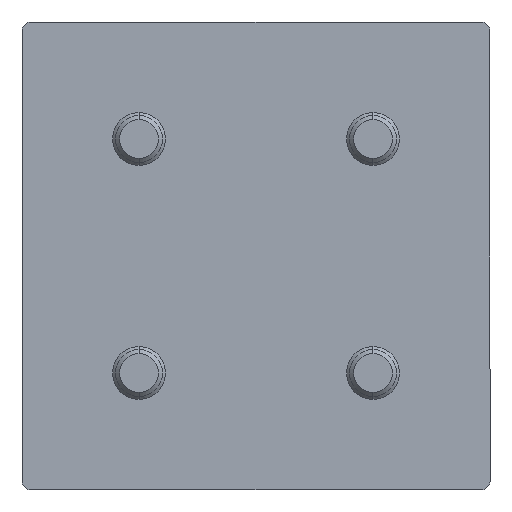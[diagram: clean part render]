
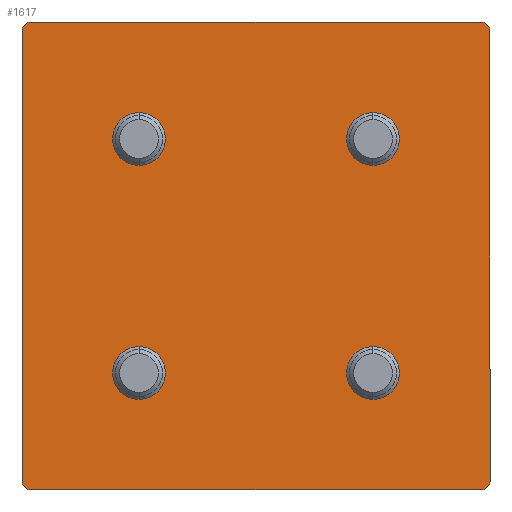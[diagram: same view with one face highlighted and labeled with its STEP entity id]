
A CAD part, front view. The second image highlights one B-rep face of the part: STEP entity #1617.
In plain terms, the highlighted planar face has unit normal (0, -1, 0).
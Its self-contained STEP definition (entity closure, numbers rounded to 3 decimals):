
#37 = AXIS2_PLACEMENT_3D ( 'NONE', #914, #2851, #660 ) ;
#45 = CARTESIAN_POINT ( 'NONE',  ( 20., 0., -64.5 ) ) ;
#101 = LINE ( 'NONE', #3075, #134 ) ;
#106 = EDGE_CURVE ( 'NONE', #1409, #1845, #1700, .T. ) ;
#134 = VECTOR ( 'NONE', #1180, 1000. ) ;
#191 = CARTESIAN_POINT ( 'NONE',  ( 1.5, 0., -80. ) ) ;
#237 = CIRCLE ( 'NONE', #3188, 4.5 ) ;
#250 = CARTESIAN_POINT ( 'NONE',  ( 60., 0., -60. ) ) ;
#254 = FACE_BOUND ( 'NONE', #854, .T. ) ;
#274 = DIRECTION ( 'NONE',  ( 0., -1., 0. ) ) ;
#324 = DIRECTION ( 'NONE',  ( 0., -1., 0. ) ) ;
#332 = LINE ( 'NONE', #1137, #2624 ) ;
#364 = CARTESIAN_POINT ( 'NONE',  ( 80., 0., -1.5 ) ) ;
#390 = LINE ( 'NONE', #191, #3206 ) ;
#396 = VERTEX_POINT ( 'NONE', #2492 ) ;
#407 = EDGE_CURVE ( 'NONE', #484, #955, #237, .T. ) ;
#412 = CIRCLE ( 'NONE', #916, 4.5 ) ;
#484 = VERTEX_POINT ( 'NONE', #1793 ) ;
#499 = ORIENTED_EDGE ( 'NONE', *, *, #1662, .T. ) ;
#503 = CARTESIAN_POINT ( 'NONE',  ( 1.5, 0., -78.5 ) ) ;
#518 = EDGE_CURVE ( 'NONE', #955, #484, #412, .T. ) ;
#519 = FACE_OUTER_BOUND ( 'NONE', #2135, .T. ) ;
#537 = DIRECTION ( 'NONE',  ( 0., 1., 0. ) ) ;
#582 = VERTEX_POINT ( 'NONE', #1800 ) ;
#610 = VERTEX_POINT ( 'NONE', #1013 ) ;
#627 = CARTESIAN_POINT ( 'NONE',  ( 1.5, 0., -1.5 ) ) ;
#629 = VERTEX_POINT ( 'NONE', #1749 ) ;
#639 = ORIENTED_EDGE ( 'NONE', *, *, #3373, .T. ) ;
#648 = CARTESIAN_POINT ( 'NONE',  ( 20., 0., -55.5 ) ) ;
#660 = DIRECTION ( 'NONE',  ( 0., 0., -1. ) ) ;
#707 = CIRCLE ( 'NONE', #37, 1.5 ) ;
#768 = EDGE_CURVE ( 'NONE', #396, #2910, #3131, .T. ) ;
#769 = ORIENTED_EDGE ( 'NONE', *, *, #998, .T. ) ;
#790 = ORIENTED_EDGE ( 'NONE', *, *, #1403, .T. ) ;
#818 = CARTESIAN_POINT ( 'NONE',  ( 60., 0., -20. ) ) ;
#821 = EDGE_CURVE ( 'NONE', #629, #610, #1207, .T. ) ;
#849 = ORIENTED_EDGE ( 'NONE', *, *, #2531, .F. ) ;
#854 = EDGE_LOOP ( 'NONE', ( #3352, #639 ) ) ;
#884 = DIRECTION ( 'NONE',  ( 0., 0., -1. ) ) ;
#914 = CARTESIAN_POINT ( 'NONE',  ( 78.5, 0., -78.5 ) ) ;
#916 = AXIS2_PLACEMENT_3D ( 'NONE', #2026, #2078, #1549 ) ;
#928 = DIRECTION ( 'NONE',  ( 0., 0., -1. ) ) ;
#930 = CARTESIAN_POINT ( 'NONE',  ( 0., 0., -1.5 ) ) ;
#931 = EDGE_CURVE ( 'NONE', #2910, #396, #2046, .T. ) ;
#955 = VERTEX_POINT ( 'NONE', #2357 ) ;
#956 = CARTESIAN_POINT ( 'NONE',  ( 80., 0., -78.5 ) ) ;
#998 = EDGE_CURVE ( 'NONE', #2509, #3331, #1254, .T. ) ;
#1013 = CARTESIAN_POINT ( 'NONE',  ( 60., 0., -15.5 ) ) ;
#1019 = VERTEX_POINT ( 'NONE', #1203 ) ;
#1053 = DIRECTION ( 'NONE',  ( 0., 0., -1. ) ) ;
#1089 = CIRCLE ( 'NONE', #2446, 4.5 ) ;
#1098 = CIRCLE ( 'NONE', #1545, 1.5 ) ;
#1137 = CARTESIAN_POINT ( 'NONE',  ( 80., 0., -1.5 ) ) ;
#1146 = DIRECTION ( 'NONE',  ( 0., 1., 0. ) ) ;
#1153 = DIRECTION ( 'NONE',  ( 0., 0., 1. ) ) ;
#1165 = ORIENTED_EDGE ( 'NONE', *, *, #3240, .T. ) ;
#1180 = DIRECTION ( 'NONE',  ( 1., 0., 0. ) ) ;
#1190 = CARTESIAN_POINT ( 'NONE',  ( 20., 0., -60. ) ) ;
#1203 = CARTESIAN_POINT ( 'NONE',  ( 1.5, 0., -80. ) ) ;
#1207 = CIRCLE ( 'NONE', #2280, 4.5 ) ;
#1219 = ORIENTED_EDGE ( 'NONE', *, *, #3311, .T. ) ;
#1254 = LINE ( 'NONE', #1519, #2620 ) ;
#1255 = AXIS2_PLACEMENT_3D ( 'NONE', #1190, #2818, #2264 ) ;
#1324 = DIRECTION ( 'NONE',  ( 0., 0., 1. ) ) ;
#1357 = EDGE_CURVE ( 'NONE', #1404, #3058, #332, .T. ) ;
#1365 = DIRECTION ( 'NONE',  ( 0., 0., 1. ) ) ;
#1395 = ORIENTED_EDGE ( 'NONE', *, *, #1357, .F. ) ;
#1403 = EDGE_CURVE ( 'NONE', #2704, #2509, #3250, .T. ) ;
#1404 = VERTEX_POINT ( 'NONE', #364 ) ;
#1406 = DIRECTION ( 'NONE',  ( 0., 0., -1. ) ) ;
#1409 = VERTEX_POINT ( 'NONE', #648 ) ;
#1480 = DIRECTION ( 'NONE',  ( 1., 0., 0. ) ) ;
#1519 = CARTESIAN_POINT ( 'NONE',  ( 0., 0., -1.5 ) ) ;
#1527 = EDGE_LOOP ( 'NONE', ( #499, #3055 ) ) ;
#1539 = AXIS2_PLACEMENT_3D ( 'NONE', #250, #537, #2425 ) ;
#1545 = AXIS2_PLACEMENT_3D ( 'NONE', #1969, #2257, #3057 ) ;
#1549 = DIRECTION ( 'NONE',  ( 0., 0., 1. ) ) ;
#1555 = CIRCLE ( 'NONE', #2860, 4.5 ) ;
#1608 = AXIS2_PLACEMENT_3D ( 'NONE', #1712, #324, #884 ) ;
#1611 = VERTEX_POINT ( 'NONE', #3201 ) ;
#1617 = ADVANCED_FACE ( 'NONE', ( #254, #2428, #1820, #2912, #519 ), #2184, .T. ) ;
#1662 = EDGE_CURVE ( 'NONE', #610, #629, #1089, .T. ) ;
#1700 = CIRCLE ( 'NONE', #1255, 4.5 ) ;
#1712 = CARTESIAN_POINT ( 'NONE',  ( 1.5, 0., -78.5 ) ) ;
#1749 = CARTESIAN_POINT ( 'NONE',  ( 60., 0., -24.5 ) ) ;
#1761 = DIRECTION ( 'NONE',  ( 0., 1., 0. ) ) ;
#1793 = CARTESIAN_POINT ( 'NONE',  ( 20., 0., -15.5 ) ) ;
#1800 = CARTESIAN_POINT ( 'NONE',  ( 78.5, 0., 0. ) ) ;
#1820 = FACE_BOUND ( 'NONE', #3321, .T. ) ;
#1845 = VERTEX_POINT ( 'NONE', #45 ) ;
#1953 = DIRECTION ( 'NONE',  ( 0., -1., 0. ) ) ;
#1961 = CARTESIAN_POINT ( 'NONE',  ( 60., 0., -60. ) ) ;
#1969 = CARTESIAN_POINT ( 'NONE',  ( 78.5, 0., -1.5 ) ) ;
#1989 = AXIS2_PLACEMENT_3D ( 'NONE', #627, #1953, #1406 ) ;
#1994 = AXIS2_PLACEMENT_3D ( 'NONE', #1961, #1761, #2030 ) ;
#2026 = CARTESIAN_POINT ( 'NONE',  ( 20., 0., -20. ) ) ;
#2030 = DIRECTION ( 'NONE',  ( 0., 0., 1. ) ) ;
#2044 = CARTESIAN_POINT ( 'NONE',  ( 0., 0., -78.5 ) ) ;
#2046 = CIRCLE ( 'NONE', #1994, 4.5 ) ;
#2078 = DIRECTION ( 'NONE',  ( 0., 1., 0. ) ) ;
#2096 = CARTESIAN_POINT ( 'NONE',  ( 20., 0., -60. ) ) ;
#2135 = EDGE_LOOP ( 'NONE', ( #1165, #2835, #1219, #1395, #2819, #849, #790, #769 ) ) ;
#2184 = PLANE ( 'NONE',  #2385 ) ;
#2232 = DIRECTION ( 'NONE',  ( 0., 1., 0. ) ) ;
#2257 = DIRECTION ( 'NONE',  ( 0., 1., 0. ) ) ;
#2264 = DIRECTION ( 'NONE',  ( 0., 0., 1. ) ) ;
#2280 = AXIS2_PLACEMENT_3D ( 'NONE', #2994, #2232, #1153 ) ;
#2357 = CARTESIAN_POINT ( 'NONE',  ( 20., 0., -24.5 ) ) ;
#2385 = AXIS2_PLACEMENT_3D ( 'NONE', #503, #274, #1053 ) ;
#2391 = DIRECTION ( 'NONE',  ( 0., 1., 0. ) ) ;
#2425 = DIRECTION ( 'NONE',  ( 0., 0., 1. ) ) ;
#2428 = FACE_BOUND ( 'NONE', #3045, .T. ) ;
#2446 = AXIS2_PLACEMENT_3D ( 'NONE', #818, #2391, #1365 ) ;
#2492 = CARTESIAN_POINT ( 'NONE',  ( 60., 0., -64.5 ) ) ;
#2501 = ORIENTED_EDGE ( 'NONE', *, *, #931, .T. ) ;
#2502 = EDGE_CURVE ( 'NONE', #582, #1404, #1098, .T. ) ;
#2509 = VERTEX_POINT ( 'NONE', #930 ) ;
#2531 = EDGE_CURVE ( 'NONE', #2704, #582, #101, .T. ) ;
#2596 = DIRECTION ( 'NONE',  ( 0., 0., -1. ) ) ;
#2620 = VECTOR ( 'NONE', #2596, 1000. ) ;
#2624 = VECTOR ( 'NONE', #928, 1000. ) ;
#2684 = CIRCLE ( 'NONE', #1608, 1.5 ) ;
#2704 = VERTEX_POINT ( 'NONE', #3445 ) ;
#2758 = CARTESIAN_POINT ( 'NONE',  ( 20., 0., -20. ) ) ;
#2814 = DIRECTION ( 'NONE',  ( 0., 0., 1. ) ) ;
#2818 = DIRECTION ( 'NONE',  ( 0., 1., 0. ) ) ;
#2819 = ORIENTED_EDGE ( 'NONE', *, *, #2502, .F. ) ;
#2820 = CARTESIAN_POINT ( 'NONE',  ( 60., 0., -55.5 ) ) ;
#2835 = ORIENTED_EDGE ( 'NONE', *, *, #3294, .T. ) ;
#2851 = DIRECTION ( 'NONE',  ( 0., -1., 0. ) ) ;
#2860 = AXIS2_PLACEMENT_3D ( 'NONE', #2096, #2920, #1324 ) ;
#2910 = VERTEX_POINT ( 'NONE', #2820 ) ;
#2912 = FACE_BOUND ( 'NONE', #1527, .T. ) ;
#2920 = DIRECTION ( 'NONE',  ( 0., 1., 0. ) ) ;
#2994 = CARTESIAN_POINT ( 'NONE',  ( 60., 0., -20. ) ) ;
#2996 = ORIENTED_EDGE ( 'NONE', *, *, #768, .T. ) ;
#3045 = EDGE_LOOP ( 'NONE', ( #2501, #2996 ) ) ;
#3055 = ORIENTED_EDGE ( 'NONE', *, *, #821, .T. ) ;
#3057 = DIRECTION ( 'NONE',  ( 0., 0., 1. ) ) ;
#3058 = VERTEX_POINT ( 'NONE', #956 ) ;
#3065 = ORIENTED_EDGE ( 'NONE', *, *, #407, .T. ) ;
#3075 = CARTESIAN_POINT ( 'NONE',  ( 1.5, 0., 0. ) ) ;
#3131 = CIRCLE ( 'NONE', #1539, 4.5 ) ;
#3188 = AXIS2_PLACEMENT_3D ( 'NONE', #2758, #1146, #2814 ) ;
#3201 = CARTESIAN_POINT ( 'NONE',  ( 78.5, 0., -80. ) ) ;
#3206 = VECTOR ( 'NONE', #1480, 1000. ) ;
#3240 = EDGE_CURVE ( 'NONE', #3331, #1019, #2684, .T. ) ;
#3250 = CIRCLE ( 'NONE', #1989, 1.5 ) ;
#3294 = EDGE_CURVE ( 'NONE', #1019, #1611, #390, .T. ) ;
#3311 = EDGE_CURVE ( 'NONE', #1611, #3058, #707, .T. ) ;
#3321 = EDGE_LOOP ( 'NONE', ( #3065, #3457 ) ) ;
#3331 = VERTEX_POINT ( 'NONE', #2044 ) ;
#3352 = ORIENTED_EDGE ( 'NONE', *, *, #106, .T. ) ;
#3373 = EDGE_CURVE ( 'NONE', #1845, #1409, #1555, .T. ) ;
#3445 = CARTESIAN_POINT ( 'NONE',  ( 1.5, 0., 0. ) ) ;
#3457 = ORIENTED_EDGE ( 'NONE', *, *, #518, .T. ) ;
